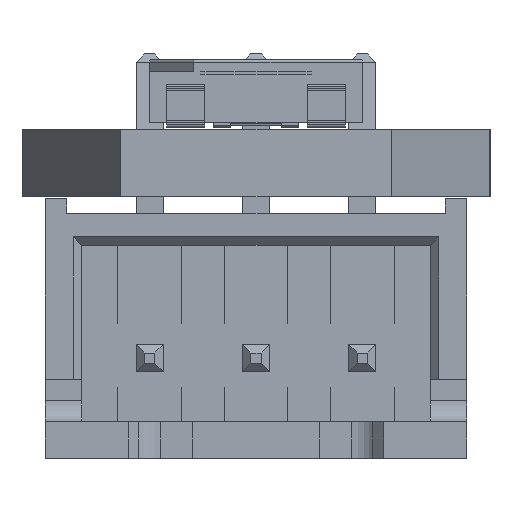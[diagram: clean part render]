
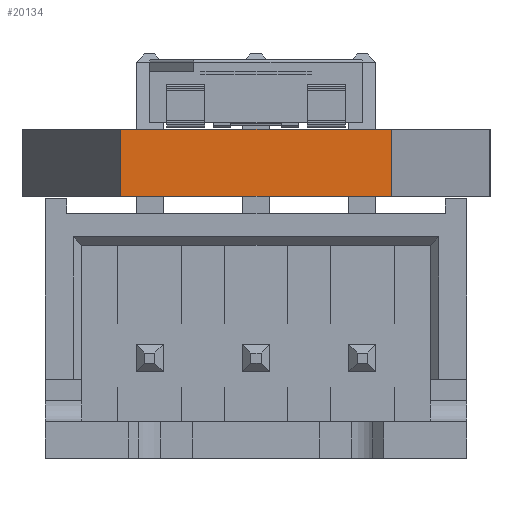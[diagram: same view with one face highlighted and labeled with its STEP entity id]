
A CAD part, left-side view. The second image highlights one B-rep face of the part: STEP entity #20134.
In plain terms, the highlighted planar face has unit normal (-1, 0, 0).
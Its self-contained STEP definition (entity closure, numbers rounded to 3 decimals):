
#17931 = PLANE('',#17932);
#17932 = AXIS2_PLACEMENT_3D('',#17933,#17934,#17935);
#17933 = CARTESIAN_POINT('',(198.,-33.,1.58));
#17934 = DIRECTION('',(-0.,-0.,-1.));
#17935 = DIRECTION('',(-1.,0.,0.));
#17985 = PLANE('',#17986);
#17986 = AXIS2_PLACEMENT_3D('',#17987,#17988,#17989);
#17987 = CARTESIAN_POINT('',(198.,-33.,0.));
#17988 = DIRECTION('',(-0.,-0.,-1.));
#17989 = DIRECTION('',(-1.,0.,0.));
#18178 = VERTEX_POINT('',#18179);
#18179 = CARTESIAN_POINT('',(13.,-36.18,0.));
#18193 = PLANE('',#18194);
#18194 = AXIS2_PLACEMENT_3D('',#18195,#18196,#18197);
#18195 = CARTESIAN_POINT('',(17.,-38.5,0.));
#18196 = DIRECTION('',(-0.502,-0.865,0.));
#18197 = DIRECTION('',(-0.865,0.502,0.));
#18205 = EDGE_CURVE('',#18178,#18206,#18208,.T.);
#18206 = VERTEX_POINT('',#18207);
#18207 = CARTESIAN_POINT('',(13.,-29.82,0.));
#18208 = SURFACE_CURVE('',#18209,(#18213,#18220),.PCURVE_S1.);
#18209 = LINE('',#18210,#18211);
#18210 = CARTESIAN_POINT('',(13.,-36.18,0.));
#18211 = VECTOR('',#18212,1.);
#18212 = DIRECTION('',(0.,1.,0.));
#18213 = PCURVE('',#17985,#18214);
#18214 = DEFINITIONAL_REPRESENTATION('',(#18215),#18219);
#18215 = LINE('',#18216,#18217);
#18216 = CARTESIAN_POINT('',(185.,-3.18));
#18217 = VECTOR('',#18218,1.);
#18218 = DIRECTION('',(0.,1.));
#18219 = ( GEOMETRIC_REPRESENTATION_CONTEXT(2) 
PARAMETRIC_REPRESENTATION_CONTEXT() REPRESENTATION_CONTEXT('2D SPACE',''
  ) );
#18220 = PCURVE('',#18221,#18226);
#18221 = PLANE('',#18222);
#18222 = AXIS2_PLACEMENT_3D('',#18223,#18224,#18225);
#18223 = CARTESIAN_POINT('',(13.,-36.18,0.));
#18224 = DIRECTION('',(-1.,0.,0.));
#18225 = DIRECTION('',(0.,1.,0.));
#18226 = DEFINITIONAL_REPRESENTATION('',(#18227),#18231);
#18227 = LINE('',#18228,#18229);
#18228 = CARTESIAN_POINT('',(0.,0.));
#18229 = VECTOR('',#18230,1.);
#18230 = DIRECTION('',(1.,0.));
#18231 = ( GEOMETRIC_REPRESENTATION_CONTEXT(2) 
PARAMETRIC_REPRESENTATION_CONTEXT() REPRESENTATION_CONTEXT('2D SPACE',''
  ) );
#18249 = PLANE('',#18250);
#18250 = AXIS2_PLACEMENT_3D('',#18251,#18252,#18253);
#18251 = CARTESIAN_POINT('',(13.,-29.82,0.));
#18252 = DIRECTION('',(-0.502,0.865,0.));
#18253 = DIRECTION('',(0.865,0.502,0.));
#19187 = VERTEX_POINT('',#19188);
#19188 = CARTESIAN_POINT('',(13.,-36.18,1.58));
#19209 = EDGE_CURVE('',#19187,#19210,#19212,.T.);
#19210 = VERTEX_POINT('',#19211);
#19211 = CARTESIAN_POINT('',(13.,-29.82,1.58));
#19212 = SURFACE_CURVE('',#19213,(#19217,#19224),.PCURVE_S1.);
#19213 = LINE('',#19214,#19215);
#19214 = CARTESIAN_POINT('',(13.,-36.18,1.58));
#19215 = VECTOR('',#19216,1.);
#19216 = DIRECTION('',(0.,1.,0.));
#19217 = PCURVE('',#17931,#19218);
#19218 = DEFINITIONAL_REPRESENTATION('',(#19219),#19223);
#19219 = LINE('',#19220,#19221);
#19220 = CARTESIAN_POINT('',(185.,-3.18));
#19221 = VECTOR('',#19222,1.);
#19222 = DIRECTION('',(0.,1.));
#19223 = ( GEOMETRIC_REPRESENTATION_CONTEXT(2) 
PARAMETRIC_REPRESENTATION_CONTEXT() REPRESENTATION_CONTEXT('2D SPACE',''
  ) );
#19224 = PCURVE('',#18221,#19225);
#19225 = DEFINITIONAL_REPRESENTATION('',(#19226),#19230);
#19226 = LINE('',#19227,#19228);
#19227 = CARTESIAN_POINT('',(0.,-1.58));
#19228 = VECTOR('',#19229,1.);
#19229 = DIRECTION('',(1.,0.));
#19230 = ( GEOMETRIC_REPRESENTATION_CONTEXT(2) 
PARAMETRIC_REPRESENTATION_CONTEXT() REPRESENTATION_CONTEXT('2D SPACE',''
  ) );
#20084 = EDGE_CURVE('',#18206,#19210,#20085,.T.);
#20085 = SURFACE_CURVE('',#20086,(#20090,#20097),.PCURVE_S1.);
#20086 = LINE('',#20087,#20088);
#20087 = CARTESIAN_POINT('',(13.,-29.82,0.));
#20088 = VECTOR('',#20089,1.);
#20089 = DIRECTION('',(0.,0.,1.));
#20090 = PCURVE('',#18249,#20091);
#20091 = DEFINITIONAL_REPRESENTATION('',(#20092),#20096);
#20092 = LINE('',#20093,#20094);
#20093 = CARTESIAN_POINT('',(0.,0.));
#20094 = VECTOR('',#20095,1.);
#20095 = DIRECTION('',(0.,-1.));
#20096 = ( GEOMETRIC_REPRESENTATION_CONTEXT(2) 
PARAMETRIC_REPRESENTATION_CONTEXT() REPRESENTATION_CONTEXT('2D SPACE',''
  ) );
#20097 = PCURVE('',#18221,#20098);
#20098 = DEFINITIONAL_REPRESENTATION('',(#20099),#20103);
#20099 = LINE('',#20100,#20101);
#20100 = CARTESIAN_POINT('',(6.36,0.));
#20101 = VECTOR('',#20102,1.);
#20102 = DIRECTION('',(0.,-1.));
#20103 = ( GEOMETRIC_REPRESENTATION_CONTEXT(2) 
PARAMETRIC_REPRESENTATION_CONTEXT() REPRESENTATION_CONTEXT('2D SPACE',''
  ) );
#20113 = EDGE_CURVE('',#18178,#19187,#20114,.T.);
#20114 = SURFACE_CURVE('',#20115,(#20119,#20126),.PCURVE_S1.);
#20115 = LINE('',#20116,#20117);
#20116 = CARTESIAN_POINT('',(13.,-36.18,0.));
#20117 = VECTOR('',#20118,1.);
#20118 = DIRECTION('',(0.,0.,1.));
#20119 = PCURVE('',#18193,#20120);
#20120 = DEFINITIONAL_REPRESENTATION('',(#20121),#20125);
#20121 = LINE('',#20122,#20123);
#20122 = CARTESIAN_POINT('',(4.624,0.));
#20123 = VECTOR('',#20124,1.);
#20124 = DIRECTION('',(0.,-1.));
#20125 = ( GEOMETRIC_REPRESENTATION_CONTEXT(2) 
PARAMETRIC_REPRESENTATION_CONTEXT() REPRESENTATION_CONTEXT('2D SPACE',''
  ) );
#20126 = PCURVE('',#18221,#20127);
#20127 = DEFINITIONAL_REPRESENTATION('',(#20128),#20132);
#20128 = LINE('',#20129,#20130);
#20129 = CARTESIAN_POINT('',(0.,0.));
#20130 = VECTOR('',#20131,1.);
#20131 = DIRECTION('',(0.,-1.));
#20132 = ( GEOMETRIC_REPRESENTATION_CONTEXT(2) 
PARAMETRIC_REPRESENTATION_CONTEXT() REPRESENTATION_CONTEXT('2D SPACE',''
  ) );
#20134 = ADVANCED_FACE('',(#20135),#18221,.T.);
#20135 = FACE_BOUND('',#20136,.T.);
#20136 = EDGE_LOOP('',(#20137,#20138,#20139,#20140));
#20137 = ORIENTED_EDGE('',*,*,#20113,.T.);
#20138 = ORIENTED_EDGE('',*,*,#19209,.T.);
#20139 = ORIENTED_EDGE('',*,*,#20084,.F.);
#20140 = ORIENTED_EDGE('',*,*,#18205,.F.);
